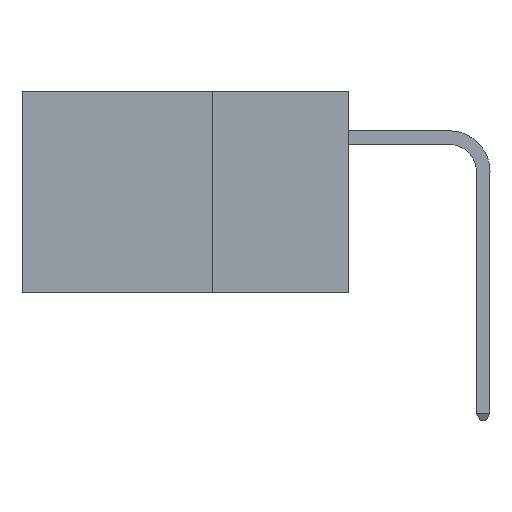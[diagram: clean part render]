
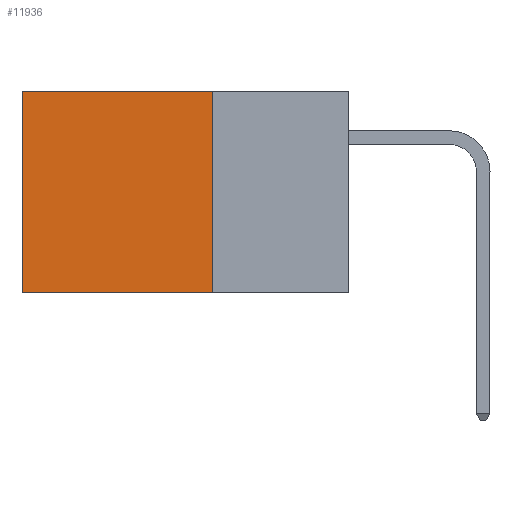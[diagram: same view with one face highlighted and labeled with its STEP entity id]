
A CAD part, left-side view. The second image highlights one B-rep face of the part: STEP entity #11936.
In plain terms, the highlighted planar face has unit normal (-1, 0, 0).
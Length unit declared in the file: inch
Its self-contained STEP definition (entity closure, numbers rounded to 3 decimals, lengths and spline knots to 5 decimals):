
#273 = CARTESIAN_POINT ( 'NONE',  ( 0.2875, 0.25, 0. ) ) ;
#323 = EDGE_CURVE ( 'NONE', #9418, #9679, #19137, .T. ) ;
#737 = CARTESIAN_POINT ( 'NONE',  ( 0.2875, 0.25, -0.37 ) ) ;
#1527 = CARTESIAN_POINT ( 'NONE',  ( 0.2875, 0.25, -0.37 ) ) ;
#1948 = DIRECTION ( 'NONE',  ( 0., 1., 0. ) ) ;
#2387 = CARTESIAN_POINT ( 'NONE',  ( 0.2875, 0.25, 0. ) ) ;
#3157 = VECTOR ( 'NONE', #23097, 39.37008 ) ;
#4206 = VECTOR ( 'NONE', #1948, 39.37008 ) ;
#4303 = DIRECTION ( 'NONE',  ( 0., 0., -1. ) ) ;
#5174 = ORIENTED_EDGE ( 'NONE', *, *, #6917, .T. ) ;
#5646 = VECTOR ( 'NONE', #12738, 39.37008 ) ;
#6917 = EDGE_CURVE ( 'NONE', #19855, #10437, #12758, .T. ) ;
#7466 = ORIENTED_EDGE ( 'NONE', *, *, #323, .F. ) ;
#7584 = CARTESIAN_POINT ( 'NONE',  ( 0.2875, 0.6, -0.37 ) ) ;
#7965 = CARTESIAN_POINT ( 'NONE',  ( 0.2875, 0.25, 0. ) ) ;
#9418 = VERTEX_POINT ( 'NONE', #737 ) ;
#9679 = VERTEX_POINT ( 'NONE', #7584 ) ;
#9903 = CARTESIAN_POINT ( 'NONE',  ( 0.2875, 0.6, 0. ) ) ;
#10035 = AXIS2_PLACEMENT_3D ( 'NONE', #273, #16446, #4303 ) ;
#10052 = DIRECTION ( 'NONE',  ( 0., 1., 0. ) ) ;
#10437 = VERTEX_POINT ( 'NONE', #9903 ) ;
#10774 = ORIENTED_EDGE ( 'NONE', *, *, #23104, .T. ) ;
#11936 = ADVANCED_FACE ( 'NONE', ( #13693 ), #14443, .F. ) ;
#12738 = DIRECTION ( 'NONE',  ( 0., 0., -1. ) ) ;
#12758 = LINE ( 'NONE', #7965, #23438 ) ;
#13693 = FACE_OUTER_BOUND ( 'NONE', #19572, .T. ) ;
#13931 = LINE ( 'NONE', #25065, #3157 ) ;
#14443 = PLANE ( 'NONE',  #10035 ) ;
#16446 = DIRECTION ( 'NONE',  ( 1., 0., 0. ) ) ;
#16776 = CARTESIAN_POINT ( 'NONE',  ( 0.2875, 0.25, 0. ) ) ;
#19137 = LINE ( 'NONE', #1527, #4206 ) ;
#19572 = EDGE_LOOP ( 'NONE', ( #10774, #7466, #20869, #5174 ) ) ;
#19855 = VERTEX_POINT ( 'NONE', #2387 ) ;
#20869 = ORIENTED_EDGE ( 'NONE', *, *, #23006, .F. ) ;
#21839 = LINE ( 'NONE', #16776, #5646 ) ;
#23006 = EDGE_CURVE ( 'NONE', #19855, #9418, #21839, .T. ) ;
#23097 = DIRECTION ( 'NONE',  ( 0., 0., -1. ) ) ;
#23104 = EDGE_CURVE ( 'NONE', #10437, #9679, #13931, .T. ) ;
#23438 = VECTOR ( 'NONE', #10052, 39.37008 ) ;
#25065 = CARTESIAN_POINT ( 'NONE',  ( 0.2875, 0.6, 0. ) ) ;
